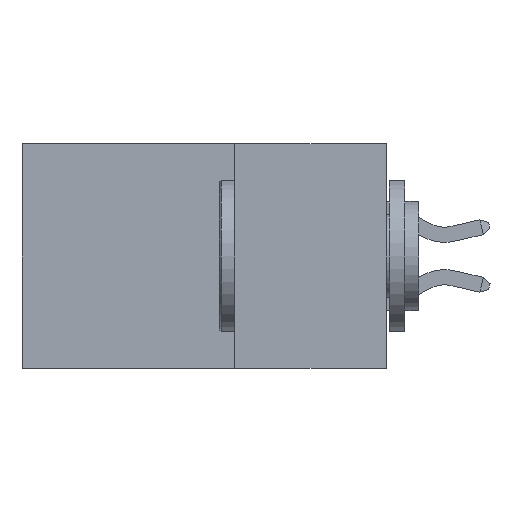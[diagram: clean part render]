
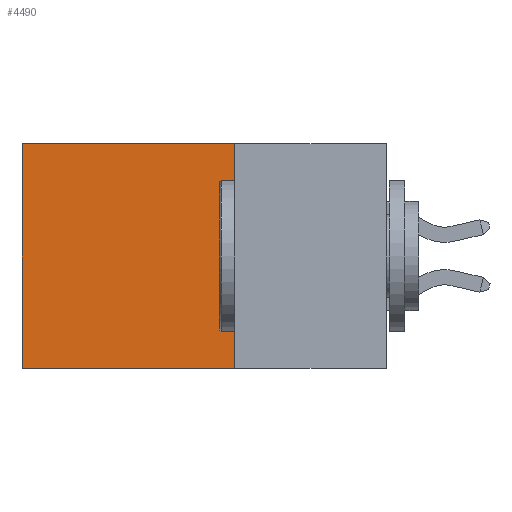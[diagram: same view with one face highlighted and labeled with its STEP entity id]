
A CAD part, left-side view. The second image highlights one B-rep face of the part: STEP entity #4490.
In plain terms, the highlighted planar face has unit normal (-1, 0, 0).
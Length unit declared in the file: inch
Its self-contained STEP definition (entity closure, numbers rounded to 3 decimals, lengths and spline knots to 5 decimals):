
#240 = LINE ( 'NONE', #15718, #4384 ) ;
#812 = VECTOR ( 'NONE', #15727, 39.37008 ) ;
#1464 = LINE ( 'NONE', #3248, #812 ) ;
#2259 = FACE_OUTER_BOUND ( 'NONE', #2900, .T. ) ;
#2900 = EDGE_LOOP ( 'NONE', ( #25911, #22391, #7371, #16059 ) ) ;
#3248 = CARTESIAN_POINT ( 'NONE',  ( 0.2615, 0.25, -0.37 ) ) ;
#3402 = DIRECTION ( 'NONE',  ( 0., 1., 0. ) ) ;
#4384 = VECTOR ( 'NONE', #14791, 39.37008 ) ;
#4490 = ADVANCED_FACE ( 'NONE', ( #2259 ), #12621, .F. ) ;
#5387 = CARTESIAN_POINT ( 'NONE',  ( 0.2615, 0.25, -0.37 ) ) ;
#5562 = EDGE_CURVE ( 'NONE', #5990, #13271, #19265, .T. ) ;
#5920 = CARTESIAN_POINT ( 'NONE',  ( 0.2615, 0.25, 0. ) ) ;
#5990 = VERTEX_POINT ( 'NONE', #9558 ) ;
#6401 = EDGE_CURVE ( 'NONE', #18805, #13114, #240, .T. ) ;
#7371 = ORIENTED_EDGE ( 'NONE', *, *, #16768, .F. ) ;
#7816 = CARTESIAN_POINT ( 'NONE',  ( 0.2615, 0.6, 0. ) ) ;
#9051 = AXIS2_PLACEMENT_3D ( 'NONE', #12914, #13148, #13141 ) ;
#9558 = CARTESIAN_POINT ( 'NONE',  ( 0.2615, 0.25, 0. ) ) ;
#12621 = PLANE ( 'NONE',  #9051 ) ;
#12914 = CARTESIAN_POINT ( 'NONE',  ( 0.2615, 0.25, -0.37 ) ) ;
#13114 = VERTEX_POINT ( 'NONE', #20255 ) ;
#13141 = DIRECTION ( 'NONE',  ( 0., 0., -1. ) ) ;
#13148 = DIRECTION ( 'NONE',  ( 1., 0., 0. ) ) ;
#13271 = VERTEX_POINT ( 'NONE', #7816 ) ;
#14791 = DIRECTION ( 'NONE',  ( 0., 1., 0. ) ) ;
#15718 = CARTESIAN_POINT ( 'NONE',  ( 0.2615, 0.25, -0.37 ) ) ;
#15727 = DIRECTION ( 'NONE',  ( 0., 0., -1. ) ) ;
#16059 = ORIENTED_EDGE ( 'NONE', *, *, #5562, .T. ) ;
#16768 = EDGE_CURVE ( 'NONE', #5990, #18805, #1464, .T. ) ;
#17844 = LINE ( 'NONE', #18175, #18485 ) ;
#18175 = CARTESIAN_POINT ( 'NONE',  ( 0.2615, 0.6, -0.37 ) ) ;
#18485 = VECTOR ( 'NONE', #20265, 39.37008 ) ;
#18805 = VERTEX_POINT ( 'NONE', #5387 ) ;
#19265 = LINE ( 'NONE', #5920, #24032 ) ;
#20255 = CARTESIAN_POINT ( 'NONE',  ( 0.2615, 0.6, -0.37 ) ) ;
#20265 = DIRECTION ( 'NONE',  ( 0., 0., -1. ) ) ;
#22391 = ORIENTED_EDGE ( 'NONE', *, *, #6401, .F. ) ;
#24032 = VECTOR ( 'NONE', #3402, 39.37008 ) ;
#24923 = EDGE_CURVE ( 'NONE', #13271, #13114, #17844, .T. ) ;
#25911 = ORIENTED_EDGE ( 'NONE', *, *, #24923, .T. ) ;
